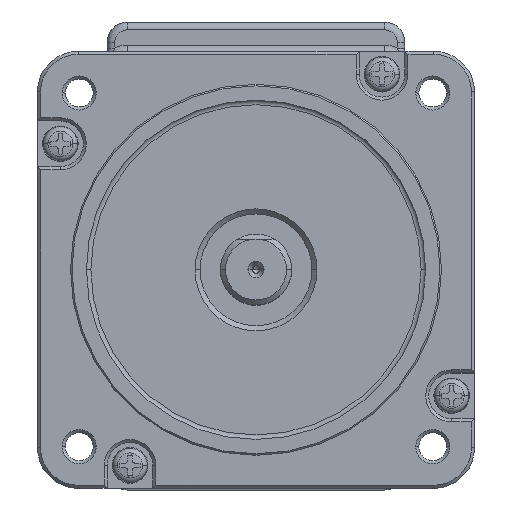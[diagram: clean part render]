
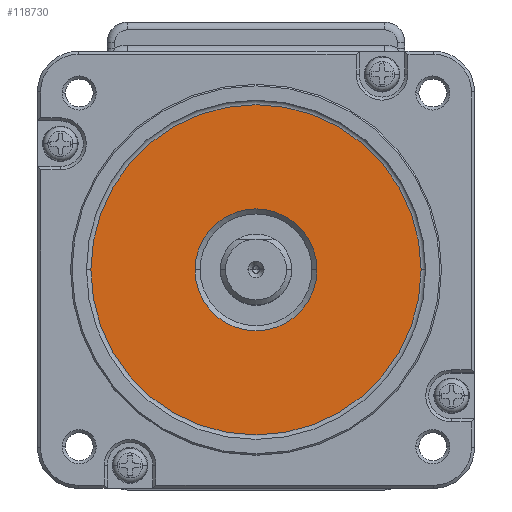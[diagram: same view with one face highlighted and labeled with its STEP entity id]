
A CAD part, top view. The second image highlights one B-rep face of the part: STEP entity #118730.
In plain terms, the highlighted planar face has unit normal (0, 0, 1).
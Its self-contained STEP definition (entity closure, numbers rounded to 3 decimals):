
#105070=CARTESIAN_POINT('',(-32.5,0.,
1.));
#105080=VERTEX_POINT('',#105070);
#105110=CARTESIAN_POINT('',(0.,0.,1.));
#105120=DIRECTION('',(0.,0.,1.));
#105130=DIRECTION('',(1.,0.,-0.));
#105140=AXIS2_PLACEMENT_3D('',#105110,#105120,#105130);
#105150=CIRCLE('',#105140,32.5);
#105160=CARTESIAN_POINT('',(32.5,0.,1.
));
#105170=VERTEX_POINT('',#105160);
#105180=EDGE_CURVE('',#105080,#105170,#105150,.T.);
#118480=CARTESIAN_POINT('',(-32.89,-32.89,1.));
#118490=DIRECTION('',(0.,0.,1.));
#118500=DIRECTION('',(1.,0.,-0.));
#118510=AXIS2_PLACEMENT_3D('',#118480,#118490,#118500);
#118520=PLANE('',#118510);
#118530=ORIENTED_EDGE('',*,*,#105180,.T.);
#118540=EDGE_CURVE('',#105170,#105080,#105150,.T.);
#118550=ORIENTED_EDGE('',*,*,#118540,.T.);
#118560=EDGE_LOOP('',(#118550,#118530));
#118570=FACE_OUTER_BOUND('',#118560,.T.);
#118580=CARTESIAN_POINT('',(0.,0.,
1.));
#118590=DIRECTION('',(-0.,-0.,-1.));
#118600=DIRECTION('',(1.,0.,0.));
#118610=AXIS2_PLACEMENT_3D('',#118580,#118590,#118600);
#118620=CIRCLE('',#118610,12.);
#118630=CARTESIAN_POINT('',(-12.,0.,1.));
#118640=VERTEX_POINT('',#118630);
#118650=CARTESIAN_POINT('',(12.,0.,1.));
#118660=VERTEX_POINT('',#118650);
#118670=EDGE_CURVE('',#118640,#118660,#118620,.T.);
#118680=ORIENTED_EDGE('',*,*,#118670,.T.);
#118690=EDGE_CURVE('',#118660,#118640,#118620,.T.);
#118700=ORIENTED_EDGE('',*,*,#118690,.T.);
#118710=EDGE_LOOP('',(#118700,#118680));
#118720=FACE_BOUND('',#118710,.T.);
#118730=ADVANCED_FACE('',(#118570,#118720),#118520,.T.);
